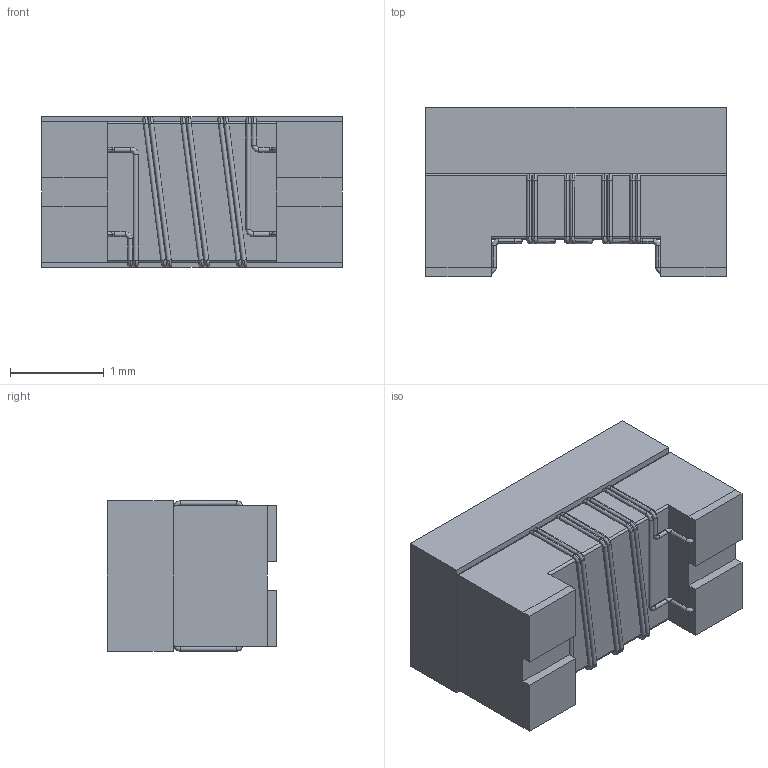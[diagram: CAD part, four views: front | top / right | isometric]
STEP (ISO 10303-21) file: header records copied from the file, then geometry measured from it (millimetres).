
FILE_DESCRIPTION (( 'STEP AP214' ), '1' );
FILE_NAME ('744232090.STEP', '2021-06-08T10:06:06', ( '' ), ( '' ), 'SwSTEP 2.0', 'SolidWorks 2018', '' );
FILE_SCHEMA (( 'AUTOMOTIVE_DESIGN' ));
Length unit declared in the file: millimetre
Products named in the file (1): 744232090
Bounding box: 3.2 x 1.8 x 1.6 mm (x, y, z)
Volume: 7.8 mm3; surface area: 44.4 mm2
Topology: 15 solids, 15 shells, 262 faces, 650 edges, 414 vertices
Faces by surface type: cylinder 114, torus 90, plane 58
Entity records: 11000 total; most frequent: DIRECTION 1620, CARTESIAN_POINT 1323, ORIENTED_EDGE 1292, AXIS2_PLACEMENT_3D 711, EDGE_CURVE 646, CIRCLE 448, VERTEX_POINT 414, UNCERTAINTY_MEASURE_WITH_UNIT 279
